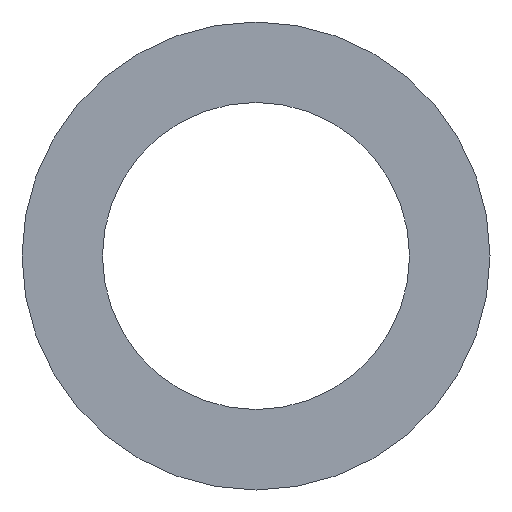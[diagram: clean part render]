
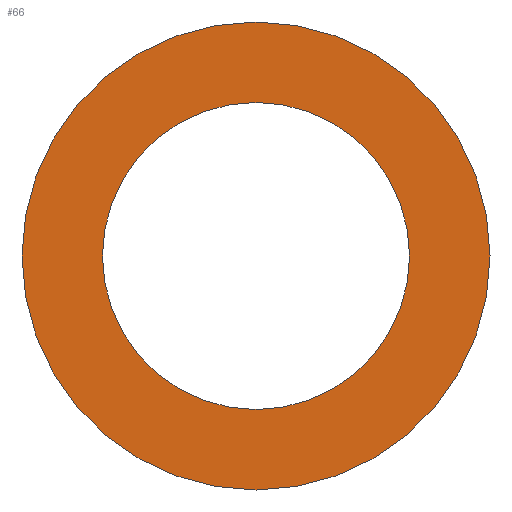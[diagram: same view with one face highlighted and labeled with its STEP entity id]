
A CAD part, front view. The second image highlights one B-rep face of the part: STEP entity #66.
In plain terms, the highlighted planar face has unit normal (0, -1, 0).
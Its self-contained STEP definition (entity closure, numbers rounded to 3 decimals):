
#1 = DIRECTION ( 'NONE',  ( 0., 0., 1. ) ) ;
#9 = VERTEX_POINT ( 'NONE', #234 ) ;
#12 = VERTEX_POINT ( 'NONE', #137 ) ;
#17 = DIRECTION ( 'NONE',  ( 0., 1., 0. ) ) ;
#20 = EDGE_CURVE ( 'NONE', #207, #159, #94, .T. ) ;
#27 = ORIENTED_EDGE ( 'NONE', *, *, #149, .F. ) ;
#30 = DIRECTION ( 'NONE',  ( 0., 0., 1. ) ) ;
#35 = DIRECTION ( 'NONE',  ( 0., 1., 0. ) ) ;
#41 = AXIS2_PLACEMENT_3D ( 'NONE', #240, #17, #123 ) ;
#50 = CARTESIAN_POINT ( 'NONE',  ( 0., 0., -6.25 ) ) ;
#60 = ORIENTED_EDGE ( 'NONE', *, *, #20, .T. ) ;
#63 = EDGE_LOOP ( 'NONE', ( #27, #82 ) ) ;
#66 = ADVANCED_FACE ( 'NONE', ( #227, #113 ), #67, .F. ) ;
#67 = PLANE ( 'NONE',  #41 ) ;
#71 = CIRCLE ( 'NONE', #228, 9.525 ) ;
#82 = ORIENTED_EDGE ( 'NONE', *, *, #178, .F. ) ;
#84 = DIRECTION ( 'NONE',  ( 0., 1., 0. ) ) ;
#94 = CIRCLE ( 'NONE', #243, 6.25 ) ;
#95 = CIRCLE ( 'NONE', #138, 6.25 ) ;
#108 = DIRECTION ( 'NONE',  ( 0., 0., 1. ) ) ;
#113 = FACE_BOUND ( 'NONE', #233, .T. ) ;
#121 = DIRECTION ( 'NONE',  ( 0., 1., 0. ) ) ;
#123 = DIRECTION ( 'NONE',  ( 0., 0., 1. ) ) ;
#133 = EDGE_CURVE ( 'NONE', #159, #207, #95, .T. ) ;
#137 = CARTESIAN_POINT ( 'NONE',  ( 0., 0., 9.525 ) ) ;
#138 = AXIS2_PLACEMENT_3D ( 'NONE', #214, #142, #30 ) ;
#140 = ORIENTED_EDGE ( 'NONE', *, *, #133, .T. ) ;
#142 = DIRECTION ( 'NONE',  ( 0., 1., 0. ) ) ;
#143 = CIRCLE ( 'NONE', #205, 9.525 ) ;
#149 = EDGE_CURVE ( 'NONE', #12, #9, #143, .T. ) ;
#159 = VERTEX_POINT ( 'NONE', #206 ) ;
#163 = CARTESIAN_POINT ( 'NONE',  ( 0., 0., 0. ) ) ;
#166 = CARTESIAN_POINT ( 'NONE',  ( 0., 0., 0. ) ) ;
#177 = DIRECTION ( 'NONE',  ( 0., 0., 1. ) ) ;
#178 = EDGE_CURVE ( 'NONE', #9, #12, #71, .T. ) ;
#188 = CARTESIAN_POINT ( 'NONE',  ( 0., 0., 0. ) ) ;
#205 = AXIS2_PLACEMENT_3D ( 'NONE', #166, #121, #108 ) ;
#206 = CARTESIAN_POINT ( 'NONE',  ( 0., 0., 6.25 ) ) ;
#207 = VERTEX_POINT ( 'NONE', #50 ) ;
#214 = CARTESIAN_POINT ( 'NONE',  ( 0., 0., 0. ) ) ;
#227 = FACE_OUTER_BOUND ( 'NONE', #63, .T. ) ;
#228 = AXIS2_PLACEMENT_3D ( 'NONE', #188, #35, #1 ) ;
#233 = EDGE_LOOP ( 'NONE', ( #140, #60 ) ) ;
#234 = CARTESIAN_POINT ( 'NONE',  ( 0., 0., -9.525 ) ) ;
#240 = CARTESIAN_POINT ( 'NONE',  ( 6.25, 0., 0. ) ) ;
#243 = AXIS2_PLACEMENT_3D ( 'NONE', #163, #84, #177 ) ;
